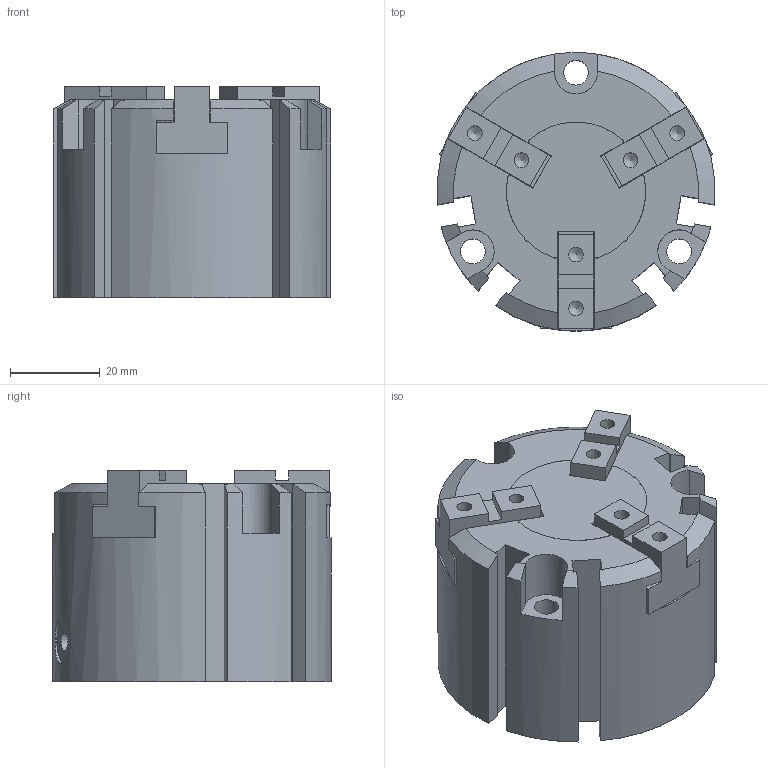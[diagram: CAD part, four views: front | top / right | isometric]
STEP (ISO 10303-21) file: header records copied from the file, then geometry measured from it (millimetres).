
FILE_DESCRIPTION(/* description */ (' '),/* implementation_level */ '2;1');
FILE_NAME(/* name */ 'YMP50-40.stp',/* time_stamp */ '2016-09-01T14:04:59+02:00',/* author */ ('Boceda'),/* organization */ (''),/* preprocessor_version */ 'ST-DEVELOPER v16.5',/* originating_system */ 'Autodesk Inventor 2017',/* authorisation */ '');
FILE_SCHEMA (('AUTOMOTIVE_DESIGN { 1 0 10303 214 3 1 1 }'));
Length unit declared in the file: millimetre
Products named in the file (1): YMP50-40
Bounding box: 61.86 x 62 x 47 mm (x, y, z)
Volume: 116478.6 mm3; surface area: 23560 mm2
Topology: 1 solids, 1 shells, 217 faces, 604 edges, 394 vertices
Faces by surface type: plane 145, cylinder 51, cone 21
Full cylindrical faces by diameter (mm): 3.3 x6, 4 x1, 4.2 x5, 5.5 x3, 10 x2, 42 x1
Entity records: 6792 total; most frequent: CARTESIAN_POINT 1288, ORIENTED_EDGE 1128, DIRECTION 1126, EDGE_CURVE 564, LINE 394, VECTOR 394, VERTEX_POINT 383, AXIS2_PLACEMENT_3D 366
